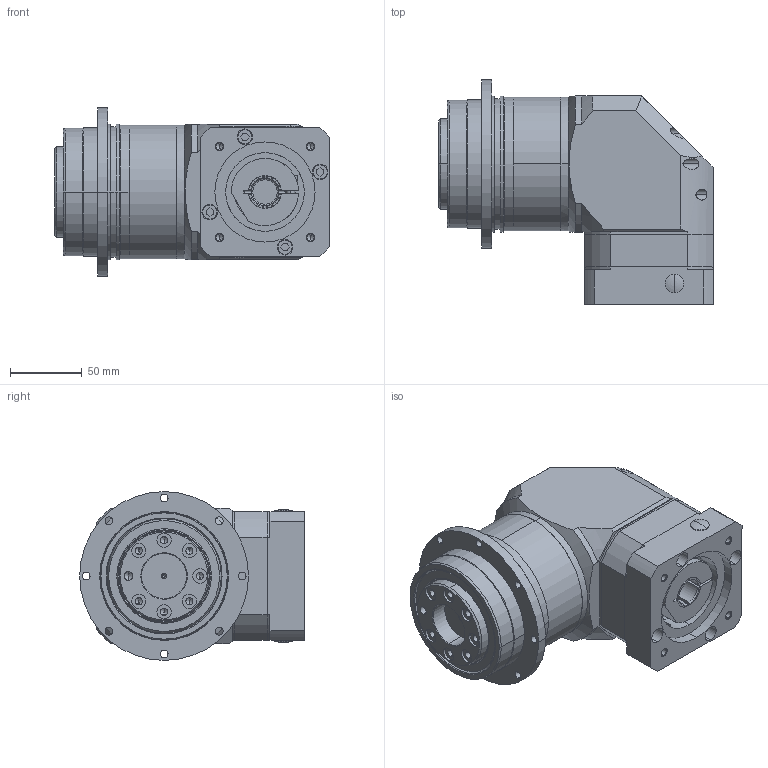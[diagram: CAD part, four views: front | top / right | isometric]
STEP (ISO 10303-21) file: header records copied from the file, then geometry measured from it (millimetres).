
FILE_DESCRIPTION (( 'STEP AP203' ), '1' );
FILE_NAME ('PGYZ090-L2-19-70-90-M6.STEP', '2020-05-07T02:38:29', ( 'ylmfeng' ), ( 'ylmfeng.com' ), 'SwSTEP 2.0', 'SolidWorks 2014', '' );
FILE_SCHEMA (( 'CONFIG_CONTROL_DESIGN' ));
Length unit declared in the file: millimetre
Products named in the file (1): PGYZ090-L2-19-70-90-M6
Bounding box: 192 x 157 x 118 mm (x, y, z)
Volume: 1625276.6 mm3; surface area: 232176.7 mm2
Topology: 33 solids, 33 shells, 862 faces, 2082 edges, 1325 vertices
Faces by surface type: plane 357, cylinder 299, cone 118, torus 60, bspline 28
Entity records: 29727 total; most frequent: CARTESIAN_POINT 9675, DIRECTION 4163, ORIENTED_EDGE 4072, EDGE_CURVE 2036, AXIS2_PLACEMENT_3D 1586, VERTEX_POINT 1325, EDGE_LOOP 1003, VECTOR 991
